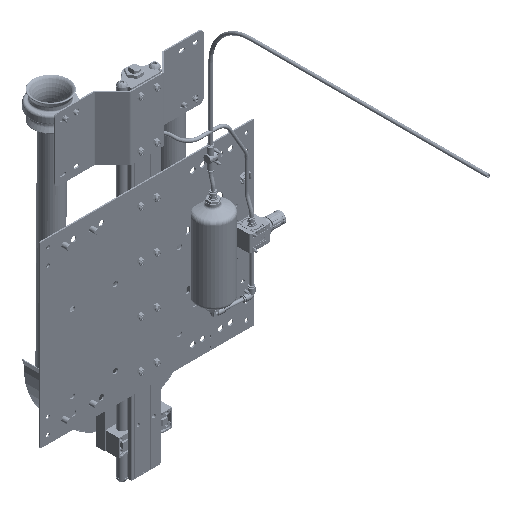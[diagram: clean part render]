
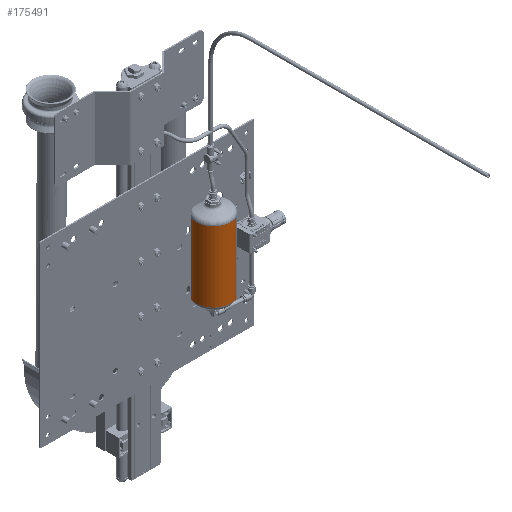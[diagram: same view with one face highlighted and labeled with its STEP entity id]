
A CAD part, isometric view. The second image highlights one B-rep face of the part: STEP entity #175491.
In plain terms, the highlighted cylindrical face has radius 43 mm (diameter 86 mm), a partial arc.
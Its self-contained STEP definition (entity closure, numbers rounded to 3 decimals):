
#2798 = ORIENTED_EDGE ( 'NONE', *, *, #51807, .F. ) ;
#3759 = AXIS2_PLACEMENT_3D ( 'NONE', #120780, #51478, #121694 ) ;
#11301 = VERTEX_POINT ( 'NONE', #81146 ) ;
#12125 = CIRCLE ( 'NONE', #88896, 43. ) ;
#18584 = VERTEX_POINT ( 'NONE', #163239 ) ;
#25021 = DIRECTION ( 'NONE',  ( 0., 0., 1. ) ) ;
#25626 = ORIENTED_EDGE ( 'NONE', *, *, #175988, .F. ) ;
#36032 = FACE_OUTER_BOUND ( 'NONE', #118711, .T. ) ;
#44128 = ORIENTED_EDGE ( 'NONE', *, *, #164278, .T. ) ;
#51478 = DIRECTION ( 'NONE',  ( -1., 0., 0. ) ) ;
#51807 = EDGE_CURVE ( 'NONE', #96911, #11301, #163242, .T. ) ;
#53686 = DIRECTION ( 'NONE',  ( -1., 0., 0. ) ) ;
#56833 = LINE ( 'NONE', #126118, #168465 ) ;
#60430 = EDGE_CURVE ( 'NONE', #18584, #11301, #56833, .T. ) ;
#66476 = CARTESIAN_POINT ( 'NONE',  ( 0., 0., 0. ) ) ;
#70331 = CARTESIAN_POINT ( 'NONE',  ( 203.578, 0., 43. ) ) ;
#74627 = VERTEX_POINT ( 'NONE', #70331 ) ;
#78499 = DIRECTION ( 'NONE',  ( 0., 0., 1. ) ) ;
#81011 = CARTESIAN_POINT ( 'NONE',  ( 0., 0., 43. ) ) ;
#81146 = CARTESIAN_POINT ( 'NONE',  ( 26.422, 0., -43. ) ) ;
#88896 = AXIS2_PLACEMENT_3D ( 'NONE', #89975, #53686, #25021 ) ;
#89975 = CARTESIAN_POINT ( 'NONE',  ( 203.578, 0., 0. ) ) ;
#93996 = DIRECTION ( 'NONE',  ( -1., 0., 0. ) ) ;
#96911 = VERTEX_POINT ( 'NONE', #118556 ) ;
#107146 = DIRECTION ( 'NONE',  ( -1., 0., 0. ) ) ;
#108073 = CYLINDRICAL_SURFACE ( 'NONE', #109328, 43. ) ;
#109328 = AXIS2_PLACEMENT_3D ( 'NONE', #66476, #107146, #78499 ) ;
#118556 = CARTESIAN_POINT ( 'NONE',  ( 26.422, 0., 43. ) ) ;
#118711 = EDGE_LOOP ( 'NONE', ( #44128, #141157, #2798, #25626 ) ) ;
#120780 = CARTESIAN_POINT ( 'NONE',  ( 26.422, 0., 0. ) ) ;
#121694 = DIRECTION ( 'NONE',  ( 0., 0., 1. ) ) ;
#125191 = DIRECTION ( 'NONE',  ( -1., 0., 0. ) ) ;
#126118 = CARTESIAN_POINT ( 'NONE',  ( 0., 0., -43. ) ) ;
#141157 = ORIENTED_EDGE ( 'NONE', *, *, #60430, .T. ) ;
#149545 = LINE ( 'NONE', #81011, #159376 ) ;
#159376 = VECTOR ( 'NONE', #93996, 1000. ) ;
#163239 = CARTESIAN_POINT ( 'NONE',  ( 203.578, 0., -43. ) ) ;
#163242 = CIRCLE ( 'NONE', #3759, 43. ) ;
#164278 = EDGE_CURVE ( 'NONE', #74627, #18584, #12125, .T. ) ;
#168465 = VECTOR ( 'NONE', #125191, 1000. ) ;
#175491 = ADVANCED_FACE ( 'NONE', ( #36032 ), #108073, .T. ) ;
#175988 = EDGE_CURVE ( 'NONE', #74627, #96911, #149545, .T. ) ;
